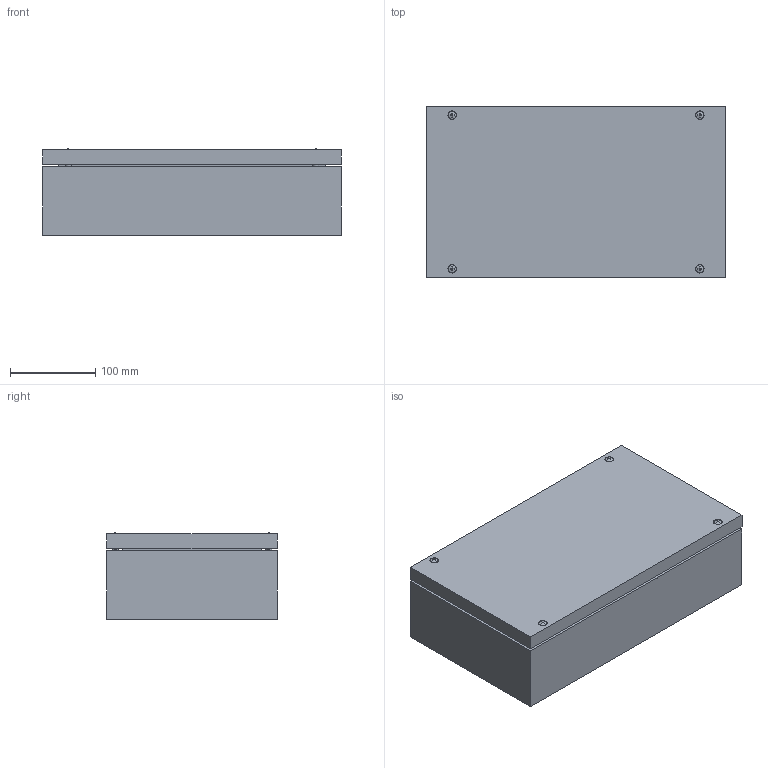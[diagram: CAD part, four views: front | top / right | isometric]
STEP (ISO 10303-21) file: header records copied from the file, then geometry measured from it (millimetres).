
FILE_DESCRIPTION (( 'STEP AP214' ), '1' );
FILE_NAME ('2410-3520-10-37.step', '2023-11-15T10:41:03', ( '' ), ( '' ), 'SwSTEP 2.0', 'SolidWorks 2019', '' );
FILE_SCHEMA (( 'AUTOMOTIVE_DESIGN' ));
Length unit declared in the file: millimetre
Products named in the file (4): Apparateschiene_2462-0502-03-41; Korpus_3520-10; 2410-3520-10-37; Deckel_3520
Assembly tree (3 placements, depth 2):
  2410-3520-10-37
    Korpus_3520-10
    Deckel_3520
    Apparateschiene_2462-0502-03-41
Bounding box: 350 x 200 x 101.03 mm (x, y, z)
Volume: 444145.2 mm3; surface area: 604163.7 mm2
Topology: 7 solids, 7 shells, 317 faces, 767 edges, 494 vertices
Faces by surface type: plane 190, cylinder 87, cone 40
Entity records: 11743 total; most frequent: CARTESIAN_POINT 1872, DIRECTION 1547, ORIENTED_EDGE 1518, EDGE_CURVE 759, AXIS2_PLACEMENT_3D 521, LINE 505, VECTOR 505, VERTEX_POINT 494
